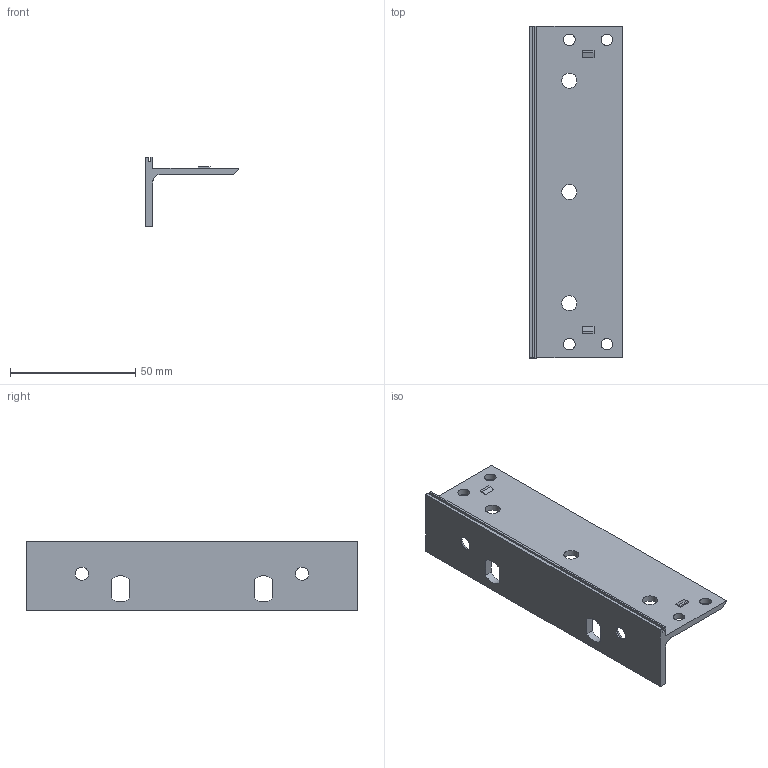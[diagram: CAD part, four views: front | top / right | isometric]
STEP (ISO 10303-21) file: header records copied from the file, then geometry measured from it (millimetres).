
FILE_DESCRIPTION(/* description */ (''),/* implementation_level */ '2;1');
FILE_NAME(/* name */ '86700032_FLG_M_00300.stp',/* time_stamp */ '2014-04-02T07:49:21+02:00',/* author */ ('nowak'),/* organization */ ('Fa. Bopla'),/* preprocessor_version */ 'ST-DEVELOPER v15.2',/* originating_system */ 'Autodesk Inventor 2014',/* authorisation */ '');
FILE_SCHEMA (('AUTOMOTIVE_DESIGN { 1 0 10303 214 3 1 1 }'));
Length unit declared in the file: millimetre
Products named in the file (1): FLG_M_00300_3DSYM PART1
Bounding box: 37.3 x 132.55 x 27.8 mm (x, y, z)
Volume: 21096.5 mm3; surface area: 17644.5 mm2
Topology: 1 solids, 1 shells, 57 faces, 171 edges, 118 vertices
Faces by surface type: plane 39, cylinder 16, cone 2
Full cylindrical faces by diameter (mm): 4.6 x4, 5.3 x2, 6 x3, 10 x2
Entity records: 1968 total; most frequent: CARTESIAN_POINT 359, ORIENTED_EDGE 322, DIRECTION 321, EDGE_CURVE 161, VERTEX_POINT 114, LINE 113, VECTOR 113, AXIS2_PLACEMENT_3D 104
